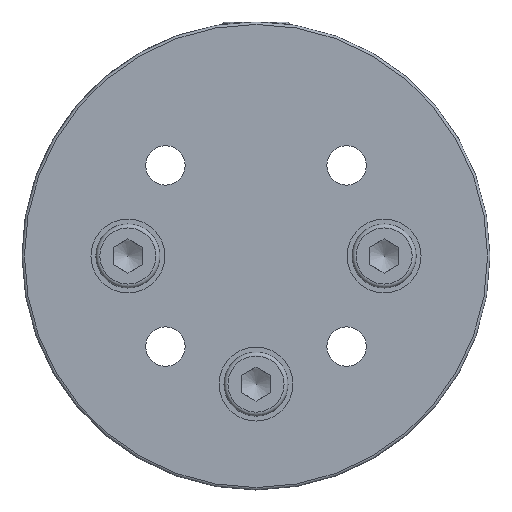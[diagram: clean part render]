
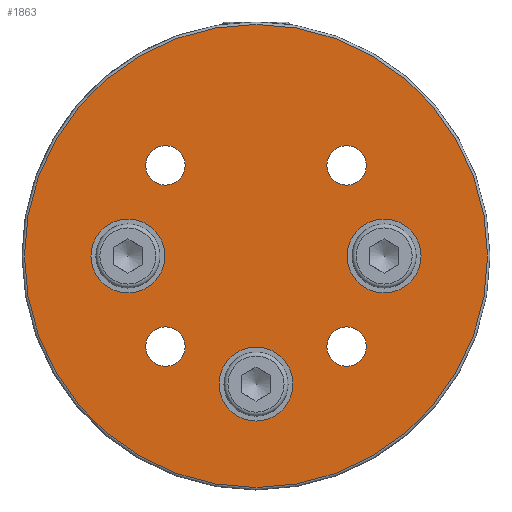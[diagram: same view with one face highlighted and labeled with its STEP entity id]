
A CAD part, front view. The second image highlights one B-rep face of the part: STEP entity #1863.
In plain terms, the highlighted planar face has unit normal (0, -1, 0).
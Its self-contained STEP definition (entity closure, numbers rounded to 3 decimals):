
#104=FACE_BOUND('',#480,.T.);
#105=FACE_BOUND('',#481,.T.);
#106=FACE_BOUND('',#482,.T.);
#107=FACE_BOUND('',#483,.T.);
#108=FACE_BOUND('',#484,.T.);
#109=FACE_BOUND('',#485,.T.);
#110=FACE_BOUND('',#486,.T.);
#166=PLANE('',#2231);
#360=FACE_OUTER_BOUND('',#479,.T.);
#479=EDGE_LOOP('',(#1732));
#480=EDGE_LOOP('',(#1733));
#481=EDGE_LOOP('',(#1734));
#482=EDGE_LOOP('',(#1735));
#483=EDGE_LOOP('',(#1736));
#484=EDGE_LOOP('',(#1737));
#485=EDGE_LOOP('',(#1738));
#486=EDGE_LOOP('',(#1739));
#786=CIRCLE('',#2159,4.);
#788=CIRCLE('',#2162,4.);
#790=CIRCLE('',#2165,4.);
#792=CIRCLE('',#2168,4.);
#798=CIRCLE('',#2178,7.5);
#802=CIRCLE('',#2185,7.5);
#806=CIRCLE('',#2192,7.5);
#827=CIRCLE('',#2229,47.);
#943=VERTEX_POINT('',#3263);
#945=VERTEX_POINT('',#3269);
#947=VERTEX_POINT('',#3275);
#949=VERTEX_POINT('',#3281);
#955=VERTEX_POINT('',#3299);
#959=VERTEX_POINT('',#3312);
#963=VERTEX_POINT('',#3325);
#992=VERTEX_POINT('',#3610);
#1169=EDGE_CURVE('',#943,#943,#786,.T.);
#1172=EDGE_CURVE('',#945,#945,#788,.T.);
#1175=EDGE_CURVE('',#947,#947,#790,.T.);
#1178=EDGE_CURVE('',#949,#949,#792,.T.);
#1187=EDGE_CURVE('',#955,#955,#798,.T.);
#1193=EDGE_CURVE('',#959,#959,#802,.T.);
#1199=EDGE_CURVE('',#963,#963,#806,.T.);
#1243=EDGE_CURVE('',#992,#992,#827,.T.);
#1732=ORIENTED_EDGE('',*,*,#1243,.T.);
#1733=ORIENTED_EDGE('',*,*,#1169,.T.);
#1734=ORIENTED_EDGE('',*,*,#1172,.T.);
#1735=ORIENTED_EDGE('',*,*,#1175,.T.);
#1736=ORIENTED_EDGE('',*,*,#1178,.T.);
#1737=ORIENTED_EDGE('',*,*,#1187,.T.);
#1738=ORIENTED_EDGE('',*,*,#1193,.T.);
#1739=ORIENTED_EDGE('',*,*,#1199,.T.);
#1863=ADVANCED_FACE('',(#360,#104,#105,#106,#107,#108,#109,#110),#166,.T.);
#2159=AXIS2_PLACEMENT_3D('',#3264,#2628,#2629);
#2162=AXIS2_PLACEMENT_3D('',#3270,#2635,#2636);
#2165=AXIS2_PLACEMENT_3D('',#3276,#2642,#2643);
#2168=AXIS2_PLACEMENT_3D('',#3282,#2649,#2650);
#2178=AXIS2_PLACEMENT_3D('',#3301,#2672,#2673);
#2185=AXIS2_PLACEMENT_3D('',#3314,#2688,#2689);
#2192=AXIS2_PLACEMENT_3D('',#3327,#2704,#2705);
#2229=AXIS2_PLACEMENT_3D('',#3611,#2788,#2789);
#2231=AXIS2_PLACEMENT_3D('',#3613,#2792,#2793);
#2628=DIRECTION('center_axis',(0.,1.,0.));
#2629=DIRECTION('ref_axis',(1.,0.,0.));
#2635=DIRECTION('center_axis',(0.,1.,0.));
#2636=DIRECTION('ref_axis',(1.,0.,0.));
#2642=DIRECTION('center_axis',(0.,1.,0.));
#2643=DIRECTION('ref_axis',(1.,0.,0.));
#2649=DIRECTION('center_axis',(0.,1.,0.));
#2650=DIRECTION('ref_axis',(1.,0.,0.));
#2672=DIRECTION('center_axis',(0.,1.,0.));
#2673=DIRECTION('ref_axis',(1.,0.,0.));
#2688=DIRECTION('center_axis',(0.,1.,0.));
#2689=DIRECTION('ref_axis',(1.,0.,0.));
#2704=DIRECTION('center_axis',(0.,1.,0.));
#2705=DIRECTION('ref_axis',(1.,0.,0.));
#2788=DIRECTION('center_axis',(0.,-1.,0.));
#2789=DIRECTION('ref_axis',(1.,0.,0.));
#2792=DIRECTION('center_axis',(0.,-1.,0.));
#2793=DIRECTION('ref_axis',(0.,0.,-1.));
#3263=CARTESIAN_POINT('',(-22.385,0.,-18.385));
#3264=CARTESIAN_POINT('Origin',(-18.385,0.,-18.385));
#3269=CARTESIAN_POINT('',(14.385,0.,18.385));
#3270=CARTESIAN_POINT('Origin',(18.385,0.,18.385));
#3275=CARTESIAN_POINT('',(14.385,0.,-18.385));
#3276=CARTESIAN_POINT('Origin',(18.385,0.,-18.385));
#3281=CARTESIAN_POINT('',(-22.385,0.,18.385));
#3282=CARTESIAN_POINT('Origin',(-18.385,0.,18.385));
#3299=CARTESIAN_POINT('',(-7.5,0.,-26.));
#3301=CARTESIAN_POINT('Origin',(0.,0.,-26.));
#3312=CARTESIAN_POINT('',(18.5,0.,0.));
#3314=CARTESIAN_POINT('Origin',(26.,0.,0.));
#3325=CARTESIAN_POINT('',(-33.5,0.,0.));
#3327=CARTESIAN_POINT('Origin',(-26.,0.,0.));
#3610=CARTESIAN_POINT('',(0.,0.,47.));
#3611=CARTESIAN_POINT('Origin',(0.,0.,0.));
#3613=CARTESIAN_POINT('Origin',(0.,0.,0.));
